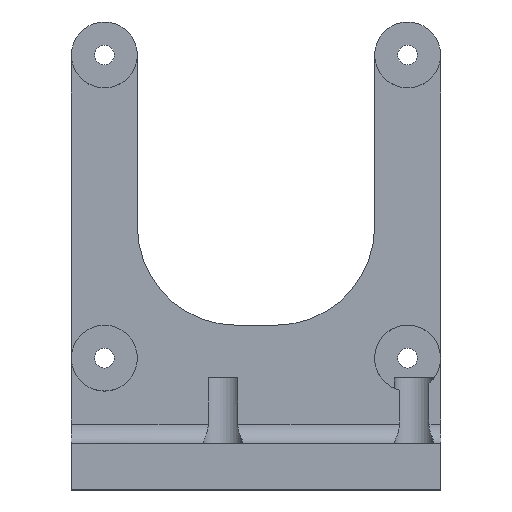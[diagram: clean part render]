
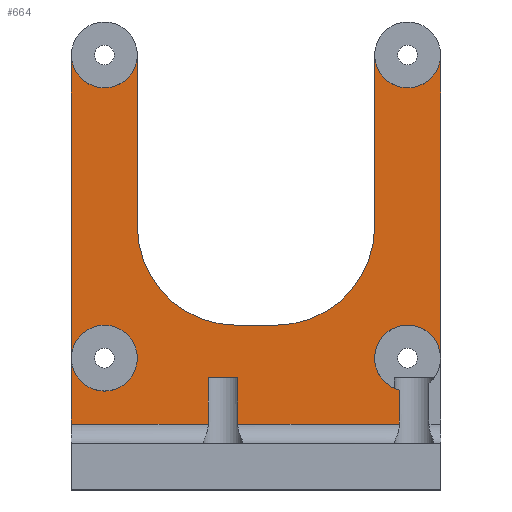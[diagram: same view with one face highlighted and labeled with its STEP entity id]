
A CAD part, top view. The second image highlights one B-rep face of the part: STEP entity #664.
In plain terms, the highlighted planar face has unit normal (0, 0, 1).
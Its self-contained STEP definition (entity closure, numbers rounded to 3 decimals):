
#62=FACE_OUTER_BOUND('',#101,.T.);
#101=EDGE_LOOP('',(#481,#482,#483,#484,#485,#486,#487,#488,#489,#490,#491,
#492,#493,#494,#495,#496,#497,#498));
#150=CIRCLE('',#719,5.);
#153=CIRCLE('',#726,5.);
#154=CIRCLE('',#727,15.);
#155=CIRCLE('',#728,15.);
#156=CIRCLE('',#729,5.);
#157=CIRCLE('',#730,5.);
#184=LINE('',#1043,#237);
#188=LINE('',#1063,#241);
#189=LINE('',#1067,#242);
#190=LINE('',#1096,#243);
#191=LINE('',#1099,#244);
#192=LINE('',#1103,#245);
#193=LINE('',#1107,#246);
#194=LINE('',#1111,#247);
#195=LINE('',#1115,#248);
#196=LINE('',#1118,#249);
#197=LINE('',#1119,#250);
#198=LINE('',#1120,#251);
#237=VECTOR('',#796,10.);
#241=VECTOR('',#820,10.);
#242=VECTOR('',#825,10.);
#243=VECTOR('',#828,10.);
#244=VECTOR('',#831,10.);
#245=VECTOR('',#834,10.);
#246=VECTOR('',#837,10.);
#247=VECTOR('',#840,10.);
#248=VECTOR('',#843,10.);
#249=VECTOR('',#846,10.);
#250=VECTOR('',#847,10.);
#251=VECTOR('',#848,10.);
#290=VERTEX_POINT('',#996);
#295=VERTEX_POINT('',#1036);
#299=VERTEX_POINT('',#1055);
#300=VERTEX_POINT('',#1061);
#301=VERTEX_POINT('',#1062);
#302=VERTEX_POINT('',#1066);
#305=VERTEX_POINT('',#1083);
#306=VERTEX_POINT('',#1098);
#307=VERTEX_POINT('',#1100);
#308=VERTEX_POINT('',#1102);
#309=VERTEX_POINT('',#1104);
#310=VERTEX_POINT('',#1106);
#311=VERTEX_POINT('',#1108);
#312=VERTEX_POINT('',#1110);
#313=VERTEX_POINT('',#1112);
#314=VERTEX_POINT('',#1114);
#315=VERTEX_POINT('',#1117);
#358=EDGE_CURVE('',#290,#295,#184,.T.);
#365=EDGE_CURVE('',#295,#299,#150,.T.);
#367=EDGE_CURVE('',#300,#301,#188,.T.);
#369=EDGE_CURVE('',#302,#300,#189,.T.);
#373=EDGE_CURVE('',#301,#305,#190,.T.);
#374=EDGE_CURVE('',#299,#306,#191,.T.);
#375=EDGE_CURVE('',#306,#307,#153,.T.);
#376=EDGE_CURVE('',#307,#308,#192,.T.);
#377=EDGE_CURVE('',#309,#308,#154,.T.);
#378=EDGE_CURVE('',#309,#310,#193,.T.);
#379=EDGE_CURVE('',#311,#310,#155,.T.);
#380=EDGE_CURVE('',#311,#312,#194,.T.);
#381=EDGE_CURVE('',#312,#313,#156,.T.);
#382=EDGE_CURVE('',#313,#314,#195,.T.);
#383=EDGE_CURVE('',#314,#314,#157,.T.);
#384=EDGE_CURVE('',#314,#315,#196,.T.);
#385=EDGE_CURVE('',#302,#315,#197,.T.);
#386=EDGE_CURVE('',#290,#305,#198,.T.);
#481=ORIENTED_EDGE('',*,*,#358,.T.);
#482=ORIENTED_EDGE('',*,*,#365,.T.);
#483=ORIENTED_EDGE('',*,*,#374,.T.);
#484=ORIENTED_EDGE('',*,*,#375,.T.);
#485=ORIENTED_EDGE('',*,*,#376,.T.);
#486=ORIENTED_EDGE('',*,*,#377,.F.);
#487=ORIENTED_EDGE('',*,*,#378,.T.);
#488=ORIENTED_EDGE('',*,*,#379,.F.);
#489=ORIENTED_EDGE('',*,*,#380,.T.);
#490=ORIENTED_EDGE('',*,*,#381,.T.);
#491=ORIENTED_EDGE('',*,*,#382,.T.);
#492=ORIENTED_EDGE('',*,*,#383,.T.);
#493=ORIENTED_EDGE('',*,*,#384,.T.);
#494=ORIENTED_EDGE('',*,*,#385,.F.);
#495=ORIENTED_EDGE('',*,*,#369,.T.);
#496=ORIENTED_EDGE('',*,*,#367,.T.);
#497=ORIENTED_EDGE('',*,*,#373,.T.);
#498=ORIENTED_EDGE('',*,*,#386,.F.);
#641=PLANE('',#725);
#664=ADVANCED_FACE('',(#62),#641,.T.);
#719=AXIS2_PLACEMENT_3D('',#1057,#813,#814);
#725=AXIS2_PLACEMENT_3D('',#1097,#829,#830);
#726=AXIS2_PLACEMENT_3D('',#1101,#832,#833);
#727=AXIS2_PLACEMENT_3D('',#1105,#835,#836);
#728=AXIS2_PLACEMENT_3D('',#1109,#838,#839);
#729=AXIS2_PLACEMENT_3D('',#1113,#841,#842);
#730=AXIS2_PLACEMENT_3D('',#1116,#844,#845);
#796=DIRECTION('',(0.,1.,0.));
#813=DIRECTION('center_axis',(0.,0.,-1.));
#814=DIRECTION('ref_axis',(1.,0.,0.));
#820=DIRECTION('',(1.,0.,0.));
#825=DIRECTION('',(0.,1.,0.));
#828=DIRECTION('',(0.,-1.,0.));
#829=DIRECTION('center_axis',(0.,0.,1.));
#830=DIRECTION('ref_axis',(1.,0.,0.));
#831=DIRECTION('',(0.,1.,0.));
#832=DIRECTION('center_axis',(0.,0.,-1.));
#833=DIRECTION('ref_axis',(1.,0.,0.));
#834=DIRECTION('',(0.,-1.,0.));
#835=DIRECTION('center_axis',(0.,0.,1.));
#836=DIRECTION('ref_axis',(0.707,-0.707,0.));
#837=DIRECTION('',(-1.,0.,0.));
#838=DIRECTION('center_axis',(0.,0.,1.));
#839=DIRECTION('ref_axis',(-0.707,-0.707,0.));
#840=DIRECTION('',(0.,1.,0.));
#841=DIRECTION('center_axis',(0.,0.,-1.));
#842=DIRECTION('ref_axis',(1.,0.,0.));
#843=DIRECTION('',(0.,-1.,0.));
#844=DIRECTION('center_axis',(0.,0.,-1.));
#845=DIRECTION('ref_axis',(1.,0.,0.));
#846=DIRECTION('',(0.,-1.,0.));
#847=DIRECTION('',(-1.,0.,0.));
#848=DIRECTION('',(-1.,0.,0.));
#996=CARTESIAN_POINT('',(105.764,140.445,2.));
#1036=CARTESIAN_POINT('',(105.764,145.6,2.));
#1043=CARTESIAN_POINT('',(105.764,142.445,2.));
#1055=CARTESIAN_POINT('',(112.,150.445,2.));
#1057=CARTESIAN_POINT('Origin',(107.,150.445,2.));
#1061=CARTESIAN_POINT('',(76.764,147.445,2.));
#1062=CARTESIAN_POINT('',(81.236,147.445,2.));
#1063=CARTESIAN_POINT('',(81.5,147.445,2.));
#1066=CARTESIAN_POINT('',(76.764,140.445,2.));
#1067=CARTESIAN_POINT('',(76.764,142.445,2.));
#1083=CARTESIAN_POINT('',(81.236,140.445,2.));
#1096=CARTESIAN_POINT('',(81.236,142.445,2.));
#1097=CARTESIAN_POINT('Origin',(84.,165.945,2.));
#1098=CARTESIAN_POINT('',(112.,196.445,2.));
#1099=CARTESIAN_POINT('',(112.,150.445,2.));
#1100=CARTESIAN_POINT('',(102.,196.445,2.));
#1101=CARTESIAN_POINT('Origin',(107.,196.445,2.));
#1102=CARTESIAN_POINT('',(102.,170.445,2.));
#1103=CARTESIAN_POINT('',(102.,150.445,2.));
#1104=CARTESIAN_POINT('',(87.,155.445,2.));
#1105=CARTESIAN_POINT('Origin',(87.,170.445,2.));
#1106=CARTESIAN_POINT('',(81.,155.445,2.));
#1107=CARTESIAN_POINT('',(61.,155.445,2.));
#1108=CARTESIAN_POINT('',(66.,170.445,2.));
#1109=CARTESIAN_POINT('Origin',(81.,170.445,2.));
#1110=CARTESIAN_POINT('',(66.,196.443,2.));
#1111=CARTESIAN_POINT('',(66.,196.443,2.));
#1112=CARTESIAN_POINT('',(56.,196.445,2.));
#1113=CARTESIAN_POINT('Origin',(61.,196.445,2.));
#1114=CARTESIAN_POINT('',(56.,150.445,2.));
#1115=CARTESIAN_POINT('',(56.,196.445,2.));
#1116=CARTESIAN_POINT('Origin',(61.,150.445,2.));
#1117=CARTESIAN_POINT('',(56.,140.445,2.));
#1118=CARTESIAN_POINT('',(56.,196.445,2.));
#1119=CARTESIAN_POINT('',(84.,140.445,2.));
#1120=CARTESIAN_POINT('',(84.,140.445,2.));
